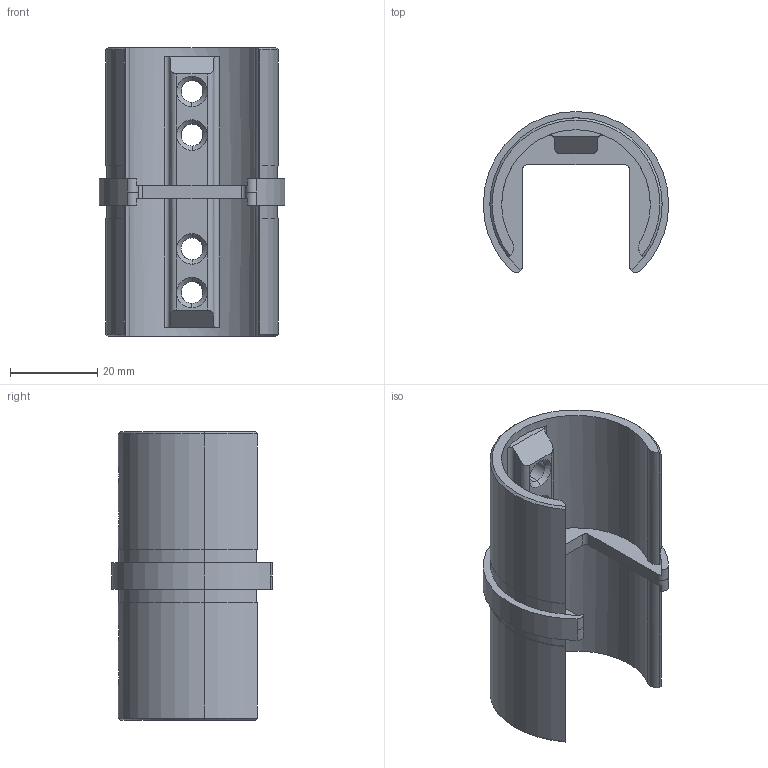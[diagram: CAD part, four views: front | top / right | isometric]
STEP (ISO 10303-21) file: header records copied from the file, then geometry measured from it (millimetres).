
FILE_DESCRIPTION (( 'STEP AP203' ), '1' );
FILE_NAME ('A_6790-042.STEP', '2023-06-26T06:23:48', ( '' ), ( '' ), 'SwSTEP 2.0', 'SolidWorks 2019', '' );
FILE_SCHEMA (( 'CONFIG_CONTROL_DESIGN' ));
Length unit declared in the file: millimetre
Products named in the file (1): A_6790-042
Bounding box: 42.4 x 36.81 x 66 mm (x, y, z)
Volume: 18491.5 mm3; surface area: 13189.6 mm2
Topology: 1 solids, 1 shells, 96 faces, 274 edges, 176 vertices
Faces by surface type: cylinder 53, plane 29, cone 14
Entity records: 3497 total; most frequent: CARTESIAN_POINT 839, DIRECTION 570, ORIENTED_EDGE 548, EDGE_CURVE 274, AXIS2_PLACEMENT_3D 219, VERTEX_POINT 176, VECTOR 132, LINE 132
